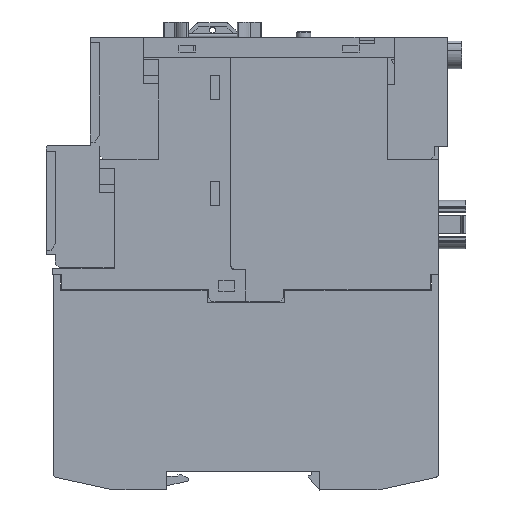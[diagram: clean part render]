
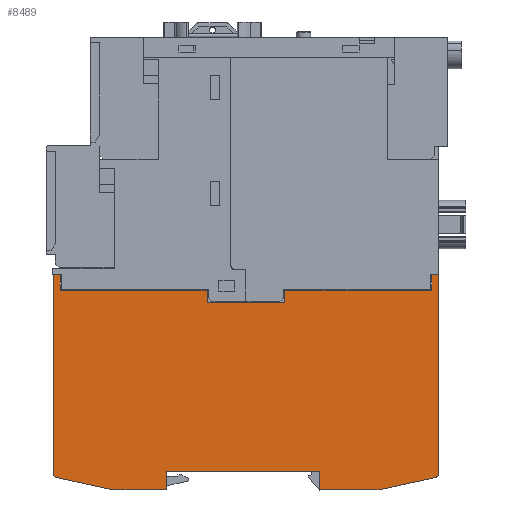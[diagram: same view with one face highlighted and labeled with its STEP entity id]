
A CAD part, left-side view. The second image highlights one B-rep face of the part: STEP entity #8489.
In plain terms, the highlighted planar face has unit normal (-1, 0, 0).
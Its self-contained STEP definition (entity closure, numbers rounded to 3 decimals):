
#8489=ADVANCED_FACE('',(#17620),#17621,.F.);
#17620=FACE_OUTER_BOUND('',#27266,.T.);
#17621=PLANE('',#27267);
#27266=EDGE_LOOP('',(#54610,#54611,#54612,#54613,#54614,#54615,#54616,#54617,#54618,#54619,#54620,#54621,#54622,#54623,#54624,#54625,#54626,#54627,#54628,#54629,#54630,#54631,#54632,#54633));
#27267=AXIS2_PLACEMENT_3D('',#54634,#54635,#54636);
#54610=ORIENTED_EDGE('',*,*,#67421,.T.);
#54611=ORIENTED_EDGE('',*,*,#67378,.T.);
#54612=ORIENTED_EDGE('',*,*,#69081,.T.);
#54613=ORIENTED_EDGE('',*,*,#69082,.T.);
#54614=ORIENTED_EDGE('',*,*,#69083,.T.);
#54615=ORIENTED_EDGE('',*,*,#69084,.T.);
#54616=ORIENTED_EDGE('',*,*,#69085,.T.);
#54617=ORIENTED_EDGE('',*,*,#69086,.T.);
#54618=ORIENTED_EDGE('',*,*,#69087,.T.);
#54619=ORIENTED_EDGE('',*,*,#69088,.T.);
#54620=ORIENTED_EDGE('',*,*,#69089,.T.);
#54621=ORIENTED_EDGE('',*,*,#69090,.T.);
#54622=ORIENTED_EDGE('',*,*,#69091,.T.);
#54623=ORIENTED_EDGE('',*,*,#69092,.F.);
#54624=ORIENTED_EDGE('',*,*,#69093,.T.);
#54625=ORIENTED_EDGE('',*,*,#69094,.T.);
#54626=ORIENTED_EDGE('',*,*,#69095,.T.);
#54627=ORIENTED_EDGE('',*,*,#69096,.T.);
#54628=ORIENTED_EDGE('',*,*,#69097,.T.);
#54629=ORIENTED_EDGE('',*,*,#69098,.T.);
#54630=ORIENTED_EDGE('',*,*,#69099,.T.);
#54631=ORIENTED_EDGE('',*,*,#69100,.F.);
#54632=ORIENTED_EDGE('',*,*,#69101,.T.);
#54633=ORIENTED_EDGE('',*,*,#69077,.T.);
#54634=CARTESIAN_POINT('',(0.1,58.272,28.736));
#54635=DIRECTION('',(1.0,0.0,0.0));
#54636=DIRECTION('',(0.0,0.0,-1.0));
#67378=EDGE_CURVE('',#83547,#83545,#83548,.T.);
#67421=EDGE_CURVE('',#83616,#83547,#83617,.T.);
#69077=EDGE_CURVE('',#86065,#83616,#86066,.T.);
#69081=EDGE_CURVE('',#83545,#86071,#86072,.T.);
#69082=EDGE_CURVE('',#86071,#86073,#86074,.T.);
#69083=EDGE_CURVE('',#86073,#86075,#86076,.T.);
#69084=EDGE_CURVE('',#86075,#86077,#86078,.T.);
#69085=EDGE_CURVE('',#86077,#86079,#86080,.T.);
#69086=EDGE_CURVE('',#86079,#86081,#86082,.T.);
#69087=EDGE_CURVE('',#86081,#86083,#86084,.T.);
#69088=EDGE_CURVE('',#86083,#86085,#86086,.T.);
#69089=EDGE_CURVE('',#86085,#86087,#86088,.T.);
#69090=EDGE_CURVE('',#86087,#86089,#86090,.T.);
#69091=EDGE_CURVE('',#86089,#86091,#86092,.T.);
#69092=EDGE_CURVE('',#86093,#86091,#86094,.T.);
#69093=EDGE_CURVE('',#86093,#86095,#86096,.T.);
#69094=EDGE_CURVE('',#86095,#86097,#86098,.T.);
#69095=EDGE_CURVE('',#86097,#86099,#86100,.T.);
#69096=EDGE_CURVE('',#86099,#86101,#86102,.T.);
#69097=EDGE_CURVE('',#86101,#86103,#86104,.T.);
#69098=EDGE_CURVE('',#86103,#86105,#86106,.T.);
#69099=EDGE_CURVE('',#86105,#86107,#86108,.T.);
#69100=EDGE_CURVE('',#86109,#86107,#86110,.T.);
#69101=EDGE_CURVE('',#86109,#86065,#86111,.T.);
#83545=VERTEX_POINT('',#106992);
#83547=VERTEX_POINT('',#106995);
#83548=LINE('',#106996,#106997);
#83616=VERTEX_POINT('',#107092);
#83617=LINE('',#107093,#107094);
#86065=VERTEX_POINT('',#110568);
#86066=LINE('',#110569,#110570);
#86071=VERTEX_POINT('',#110577);
#86072=LINE('',#110578,#110579);
#86073=VERTEX_POINT('',#110580);
#86074=LINE('',#110581,#110582);
#86075=VERTEX_POINT('',#110583);
#86076=LINE('',#110584,#110585);
#86077=VERTEX_POINT('',#110586);
#86078=LINE('',#110587,#110588);
#86079=VERTEX_POINT('',#110589);
#86080=LINE('',#110590,#110591);
#86081=VERTEX_POINT('',#110592);
#86082=LINE('',#110593,#110594);
#86083=VERTEX_POINT('',#110595);
#86084=LINE('',#110596,#110597);
#86085=VERTEX_POINT('',#110598);
#86086=LINE('',#110599,#110600);
#86087=VERTEX_POINT('',#110601);
#86088=LINE('',#110602,#110603);
#86089=VERTEX_POINT('',#110604);
#86090=LINE('',#110605,#110606);
#86091=VERTEX_POINT('',#110607);
#86092=LINE('',#110608,#110609);
#86093=VERTEX_POINT('',#110610);
#86094=CIRCLE('',#110611,0.8);
#86095=VERTEX_POINT('',#110612);
#86096=LINE('',#110613,#110614);
#86097=VERTEX_POINT('',#110615);
#86098=LINE('',#110616,#110617);
#86099=VERTEX_POINT('',#110618);
#86100=LINE('',#110619,#110620);
#86101=VERTEX_POINT('',#110621);
#86102=LINE('',#110622,#110623);
#86103=VERTEX_POINT('',#110624);
#86104=LINE('',#110625,#110626);
#86105=VERTEX_POINT('',#110627);
#86106=LINE('',#110628,#110629);
#86107=VERTEX_POINT('',#110630);
#86108=LINE('',#110631,#110632);
#86109=VERTEX_POINT('',#110633);
#86110=CIRCLE('',#110634,0.8);
#86111=LINE('',#110635,#110636);
#106992=CARTESIAN_POINT('',(0.1,8.7,57.15));
#106995=CARTESIAN_POINT('',(0.1,7.3,57.15));
#106996=CARTESIAN_POINT('',(0.1,33.299,57.15));
#106997=VECTOR('',#122015,1.0);
#107092=CARTESIAN_POINT('',(0.1,7.3,57.2));
#107093=CARTESIAN_POINT('',(0.1,7.3,55.043));
#107094=VECTOR('',#122070,1.0);
#110568=CARTESIAN_POINT('',(0.1,7.25,57.2));
#110569=CARTESIAN_POINT('',(0.1,7.25,57.2));
#110570=VECTOR('',#123676,1.0);
#110577=CARTESIAN_POINT('',(0.1,9.05,56.8));
#110578=CARTESIAN_POINT('',(0.1,8.65,57.2));
#110579=VECTOR('',#123679,1.0);
#110580=CARTESIAN_POINT('',(0.1,9.05,52.9));
#110581=CARTESIAN_POINT('',(0.1,9.05,56.8));
#110582=VECTOR('',#123680,1.0);
#110583=CARTESIAN_POINT('',(0.1,47.95,52.9));
#110584=CARTESIAN_POINT('',(0.1,9.05,52.9));
#110585=VECTOR('',#123681,1.0);
#110586=CARTESIAN_POINT('',(0.1,47.95,49.7));
#110587=CARTESIAN_POINT('',(0.1,47.95,52.9));
#110588=VECTOR('',#123682,1.0);
#110589=CARTESIAN_POINT('',(0.1,68.55,49.7));
#110590=CARTESIAN_POINT('',(0.1,47.95,49.7));
#110591=VECTOR('',#123683,1.0);
#110592=CARTESIAN_POINT('',(0.1,68.55,52.9));
#110593=CARTESIAN_POINT('',(0.1,68.55,49.7));
#110594=VECTOR('',#123684,1.0);
#110595=CARTESIAN_POINT('',(0.1,107.45,52.9));
#110596=CARTESIAN_POINT('',(0.1,68.55,52.9));
#110597=VECTOR('',#123685,1.0);
#110598=CARTESIAN_POINT('',(0.1,107.45,56.8));
#110599=CARTESIAN_POINT('',(0.1,107.45,52.9));
#110600=VECTOR('',#123686,1.0);
#110601=CARTESIAN_POINT('',(0.1,107.85,57.2));
#110602=CARTESIAN_POINT('',(0.1,107.45,56.8));
#110603=VECTOR('',#123687,1.0);
#110604=CARTESIAN_POINT('',(0.1,109.25,57.2));
#110605=CARTESIAN_POINT('',(0.1,107.85,57.2));
#110606=VECTOR('',#123688,1.0);
#110607=CARTESIAN_POINT('',(0.1,109.25,4.144));
#110608=CARTESIAN_POINT('',(0.1,109.25,57.2));
#110609=VECTOR('',#123689,1.0);
#110610=CARTESIAN_POINT('',(0.1,108.621,3.362));
#110611=AXIS2_PLACEMENT_3D('',#123690,#123691,#123692);
#110612=CARTESIAN_POINT('',(0.1,93.25,0.));
#110613=CARTESIAN_POINT('',(0.1,108.621,3.362));
#110614=VECTOR('',#123693,1.0);
#110615=CARTESIAN_POINT('',(0.1,79.25,0.));
#110616=CARTESIAN_POINT('',(0.1,93.25,0.));
#110617=VECTOR('',#123694,1.0);
#110618=CARTESIAN_POINT('',(0.1,79.25,5.));
#110619=CARTESIAN_POINT('',(0.1,79.25,0.));
#110620=VECTOR('',#123695,1.0);
#110621=CARTESIAN_POINT('',(0.1,38.75,5.));
#110622=CARTESIAN_POINT('',(0.1,79.25,5.));
#110623=VECTOR('',#123696,1.0);
#110624=CARTESIAN_POINT('',(0.1,38.75,0.));
#110625=CARTESIAN_POINT('',(0.1,38.75,5.));
#110626=VECTOR('',#123697,1.0);
#110627=CARTESIAN_POINT('',(0.1,23.25,0.));
#110628=CARTESIAN_POINT('',(0.1,38.75,0.));
#110629=VECTOR('',#123698,1.0);
#110630=CARTESIAN_POINT('',(0.1,7.879,3.362));
#110631=CARTESIAN_POINT('',(0.1,23.25,0.));
#110632=VECTOR('',#123699,1.0);
#110633=CARTESIAN_POINT('',(0.1,7.25,4.144));
#110634=AXIS2_PLACEMENT_3D('',#123700,#123701,#123702);
#110635=CARTESIAN_POINT('',(0.1,7.25,4.144));
#110636=VECTOR('',#123703,1.0);
#122015=DIRECTION('',(0.0,1.0,0.0));
#122070=DIRECTION('',(0.0,0.0,-1.0));
#123676=DIRECTION('',(0.0,1.0,0.0));
#123679=DIRECTION('',(0.0,0.707,-0.707));
#123680=DIRECTION('',(0.0,0.0,-1.0));
#123681=DIRECTION('',(0.0,1.0,0.0));
#123682=DIRECTION('',(0.0,0.0,-1.0));
#123683=DIRECTION('',(0.0,1.0,0.0));
#123684=DIRECTION('',(0.0,0.0,1.0));
#123685=DIRECTION('',(0.0,1.0,0.0));
#123686=DIRECTION('',(0.0,0.0,1.0));
#123687=DIRECTION('',(0.0,0.707,0.707));
#123688=DIRECTION('',(0.0,1.0,0.0));
#123689=DIRECTION('',(0.0,0.0,-1.0));
#123690=CARTESIAN_POINT('',(0.1,108.45,4.144));
#123691=DIRECTION('',(1.0,0.0,0.0));
#123692=DIRECTION('',(0.0,0.214,-0.977));
#123693=DIRECTION('',(0.0,-0.977,-0.214));
#123694=DIRECTION('',(0.0,-1.0,0.0));
#123695=DIRECTION('',(0.0,0.0,1.0));
#123696=DIRECTION('',(0.0,-1.0,0.0));
#123697=DIRECTION('',(0.0,0.0,-1.0));
#123698=DIRECTION('',(0.0,-1.0,0.0));
#123699=DIRECTION('',(0.0,-0.977,0.214));
#123700=CARTESIAN_POINT('',(0.1,8.05,4.144));
#123701=DIRECTION('',(1.0,0.0,0.0));
#123702=DIRECTION('',(0.0,-1.0,0.));
#123703=DIRECTION('',(0.0,0.0,1.0));
